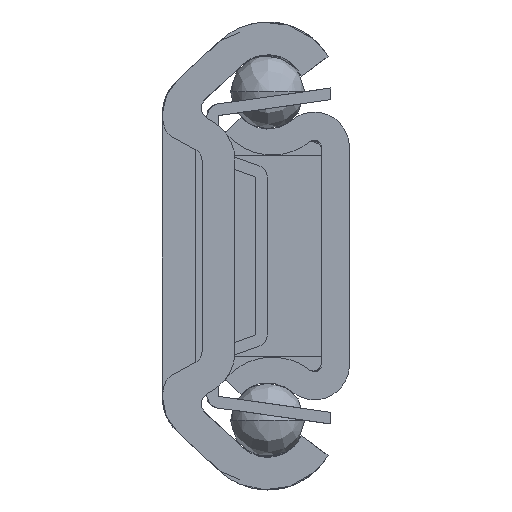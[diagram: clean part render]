
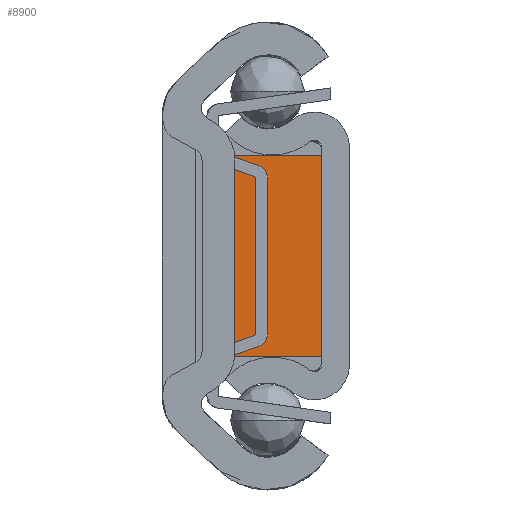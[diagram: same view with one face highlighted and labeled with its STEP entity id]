
A CAD part, left-side view. The second image highlights one B-rep face of the part: STEP entity #8900.
In plain terms, the highlighted free-form (B-spline) face has degree [1, 1] with [2, 2] control points.
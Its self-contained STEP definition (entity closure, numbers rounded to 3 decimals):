
#8811=CARTESIAN_POINT('',(71.8,-6.8,4.3));
#8812=VERTEX_POINT('',#8811);
#8854=CARTESIAN_POINT('',(71.8,-6.8,-4.3));
#8855=VERTEX_POINT('',#8854);
#8869=CARTESIAN_POINT('',(71.8,-7.,-4.73));
#8870=CARTESIAN_POINT('',(71.8,-2.6,-4.73));
#8871=CARTESIAN_POINT('',(71.8,-7.,4.73));
#8872=CARTESIAN_POINT('',(71.8,-2.6,4.73));
#8873=B_SPLINE_SURFACE_WITH_KNOTS('',1,1,((#8869,#8871),(#8870,#8872)),.UNSPECIFIED.,.F.,.F.,.U.,(2,2),(2,2),(0.0,4.4),(0.0,9.459),.UNSPECIFIED.);
#8874=CARTESIAN_POINT('',(71.8,-2.8,4.3));
#8875=VERTEX_POINT('',#8874);
#8876=CARTESIAN_POINT('',(71.8,-2.8,4.3));
#8877=CARTESIAN_POINT('',(71.8,-6.8,4.3));
#8878=QUASI_UNIFORM_CURVE('',1,(#8876,#8877),.UNSPECIFIED.,.F.,.U.);
#8879=EDGE_CURVE('',#8875,#8812,#8878,.T.);
#8880=ORIENTED_EDGE('',*,*,#8879,.F.);
#8881=CARTESIAN_POINT('',(71.8,-2.8,-4.3));
#8882=VERTEX_POINT('',#8881);
#8883=CARTESIAN_POINT('',(71.8,-2.8,-4.3));
#8884=CARTESIAN_POINT('',(71.8,-2.8,4.3));
#8885=QUASI_UNIFORM_CURVE('',1,(#8883,#8884),.UNSPECIFIED.,.F.,.U.);
#8886=EDGE_CURVE('',#8882,#8875,#8885,.T.);
#8887=ORIENTED_EDGE('',*,*,#8886,.F.);
#8888=CARTESIAN_POINT('',(71.8,-6.8,-4.3));
#8889=CARTESIAN_POINT('',(71.8,-2.8,-4.3));
#8890=QUASI_UNIFORM_CURVE('',1,(#8888,#8889),.UNSPECIFIED.,.F.,.U.);
#8891=EDGE_CURVE('',#8855,#8882,#8890,.T.);
#8892=ORIENTED_EDGE('',*,*,#8891,.F.);
#8893=CARTESIAN_POINT('',(71.8,-6.8,4.3));
#8894=CARTESIAN_POINT('',(71.8,-6.8,-4.3));
#8895=QUASI_UNIFORM_CURVE('',1,(#8893,#8894),.UNSPECIFIED.,.F.,.U.);
#8896=EDGE_CURVE('',#8812,#8855,#8895,.T.);
#8897=ORIENTED_EDGE('',*,*,#8896,.F.);
#8898=EDGE_LOOP('',(#8880,#8887,#8892,#8897));
#8899=FACE_OUTER_BOUND('',#8898,.T.);
#8900=ADVANCED_FACE('',(#8899),#8873,.F.);
